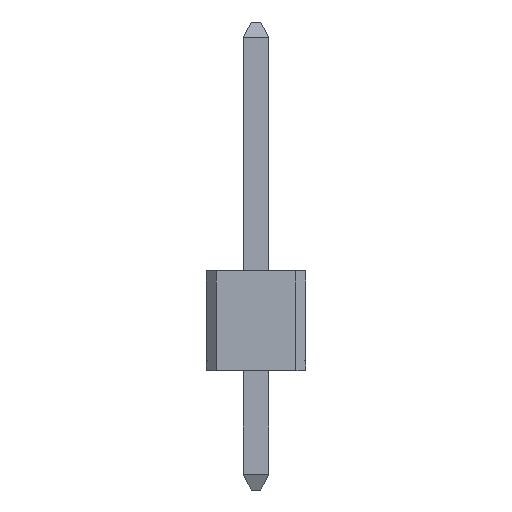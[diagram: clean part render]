
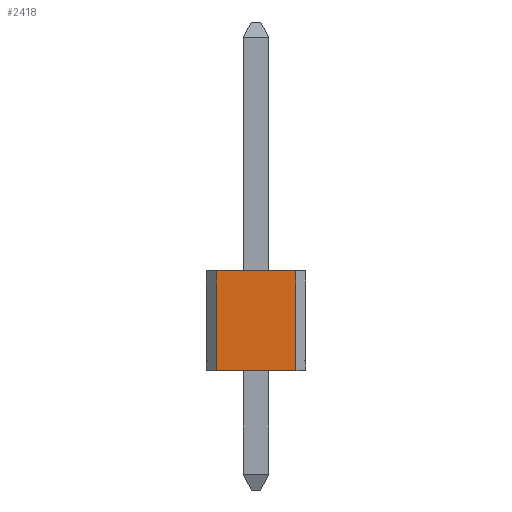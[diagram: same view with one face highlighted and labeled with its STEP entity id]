
A CAD part, left-side view. The second image highlights one B-rep face of the part: STEP entity #2418.
In plain terms, the highlighted planar face has unit normal (-1, 0, 0).
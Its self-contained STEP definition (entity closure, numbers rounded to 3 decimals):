
#37=FACE_OUTER_BOUND('',#181,.T.);
#181=EDGE_LOOP('',(#1583,#1584,#1585,#1586));
#335=LINE('',#3367,#671);
#366=LINE('',#3432,#702);
#367=LINE('',#3435,#703);
#368=LINE('',#3436,#704);
#671=VECTOR('',#2732,2.032);
#702=VECTOR('',#2775,2.54);
#703=VECTOR('',#2778,2.032);
#704=VECTOR('',#2779,2.54);
#1006=VERTEX_POINT('',#3364);
#1007=VERTEX_POINT('',#3366);
#1035=VERTEX_POINT('',#3430);
#1036=VERTEX_POINT('',#3434);
#1211=EDGE_CURVE('',#1007,#1006,#335,.T.);
#1242=EDGE_CURVE('',#1006,#1035,#366,.T.);
#1243=EDGE_CURVE('',#1036,#1035,#367,.T.);
#1244=EDGE_CURVE('',#1007,#1036,#368,.T.);
#1583=ORIENTED_EDGE('',*,*,#1211,.T.);
#1584=ORIENTED_EDGE('',*,*,#1242,.T.);
#1585=ORIENTED_EDGE('',*,*,#1243,.F.);
#1586=ORIENTED_EDGE('',*,*,#1244,.F.);
#2219=PLANE('',#2577);
#2418=ADVANCED_FACE('',(#37),#2219,.T.);
#2577=AXIS2_PLACEMENT_3D('',#3433,#2776,#2777);
#2732=DIRECTION('',(0.,0.,1.));
#2775=DIRECTION('',(0.,1.,0.));
#2776=DIRECTION('center_axis',(-1.,0.,0.));
#2777=DIRECTION('ref_axis',(0.,0.,1.));
#2778=DIRECTION('',(0.,0.,1.));
#2779=DIRECTION('',(0.,1.,0.));
#3364=CARTESIAN_POINT('',(-1.27,0.,1.016));
#3366=CARTESIAN_POINT('',(-1.27,0.,-1.016));
#3367=CARTESIAN_POINT('',(-1.27,0.,-1.016));
#3430=CARTESIAN_POINT('',(-1.27,2.54,1.016));
#3432=CARTESIAN_POINT('',(-1.27,0.,1.016));
#3433=CARTESIAN_POINT('Origin',(-1.27,0.,-1.016));
#3434=CARTESIAN_POINT('',(-1.27,2.54,-1.016));
#3435=CARTESIAN_POINT('',(-1.27,2.54,-1.016));
#3436=CARTESIAN_POINT('',(-1.27,0.,-1.016));
